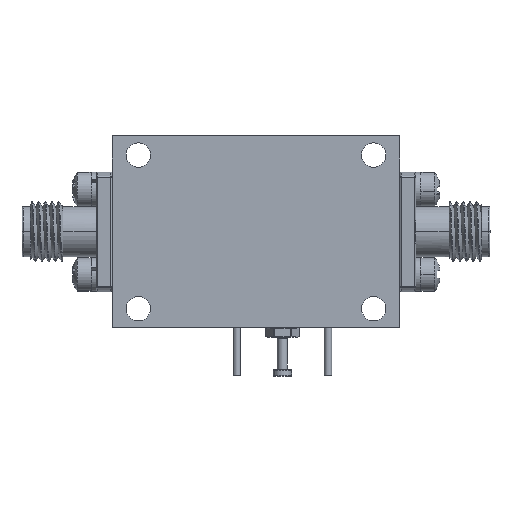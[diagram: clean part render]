
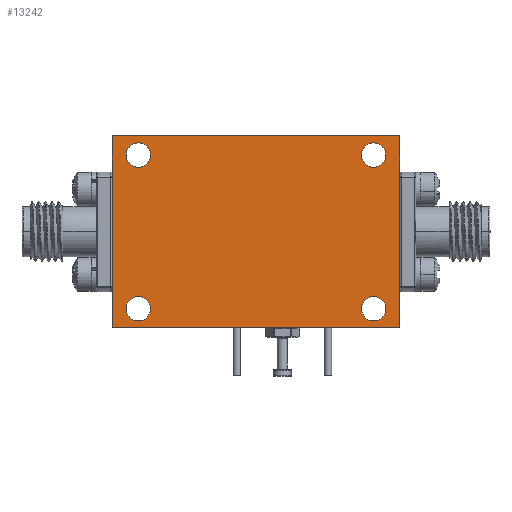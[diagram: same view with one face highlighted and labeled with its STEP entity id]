
A CAD part, front view. The second image highlights one B-rep face of the part: STEP entity #13242.
In plain terms, the highlighted planar face has unit normal (0, -1, 0).
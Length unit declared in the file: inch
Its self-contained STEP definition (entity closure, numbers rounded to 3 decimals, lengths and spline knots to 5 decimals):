
#1015 = FACE_BOUND ( 'NONE', #15878, .T. ) ;
#1057 = EDGE_CURVE ( 'NONE', #26341, #43729, #48305, .T. ) ;
#1207 = VECTOR ( 'NONE', #19862, 39.37008 ) ;
#1993 = CARTESIAN_POINT ( 'NONE',  ( -0.49, 0., 0.37075 ) ) ;
#2015 = CARTESIAN_POINT ( 'NONE',  ( 0.49, 0., -0.37075 ) ) ;
#2385 = VERTEX_POINT ( 'NONE', #28206 ) ;
#2701 = CIRCLE ( 'NONE', #33946, 0.05075 ) ;
#3239 = ORIENTED_EDGE ( 'NONE', *, *, #32085, .T. ) ;
#3663 = EDGE_CURVE ( 'NONE', #33623, #42943, #27335, .T. ) ;
#3795 = CARTESIAN_POINT ( 'NONE',  ( -0.49, 0., -0.32 ) ) ;
#3866 = VECTOR ( 'NONE', #28666, 39.37008 ) ;
#4411 = AXIS2_PLACEMENT_3D ( 'NONE', #25426, #36685, #18082 ) ;
#4824 = DIRECTION ( 'NONE',  ( 0., 0., 1. ) ) ;
#5400 = AXIS2_PLACEMENT_3D ( 'NONE', #31536, #16104, #13406 ) ;
#5632 = CARTESIAN_POINT ( 'NONE',  ( 0.49, 0., -0.26925 ) ) ;
#5686 = AXIS2_PLACEMENT_3D ( 'NONE', #43051, #20029, #9521 ) ;
#6360 = AXIS2_PLACEMENT_3D ( 'NONE', #46356, #35520, #39196 ) ;
#6640 = CARTESIAN_POINT ( 'NONE',  ( 0.6, 0., 0.4 ) ) ;
#7221 = ORIENTED_EDGE ( 'NONE', *, *, #46549, .F. ) ;
#7232 = CARTESIAN_POINT ( 'NONE',  ( 0.49, 0., 0.37075 ) ) ;
#7665 = EDGE_CURVE ( 'NONE', #40323, #2385, #23556, .T. ) ;
#7794 = VECTOR ( 'NONE', #8237, 39.37008 ) ;
#7861 = PLANE ( 'NONE',  #40471 ) ;
#8111 = CARTESIAN_POINT ( 'NONE',  ( 0., 0., 0. ) ) ;
#8187 = EDGE_LOOP ( 'NONE', ( #43589, #23930, #37880, #7221 ) ) ;
#8237 = DIRECTION ( 'NONE',  ( 1., 0., 0. ) ) ;
#9521 = DIRECTION ( 'NONE',  ( 0., 0., 1. ) ) ;
#10547 = CARTESIAN_POINT ( 'NONE',  ( 0.6, 0., -0.4 ) ) ;
#11508 = FACE_BOUND ( 'NONE', #42444, .T. ) ;
#11626 = CARTESIAN_POINT ( 'NONE',  ( -0.6, 0., 0.4 ) ) ;
#12003 = EDGE_CURVE ( 'NONE', #33492, #12254, #14305, .T. ) ;
#12254 = VERTEX_POINT ( 'NONE', #10547 ) ;
#13213 = CARTESIAN_POINT ( 'NONE',  ( -0.49, 0., -0.37075 ) ) ;
#13242 = ADVANCED_FACE ( 'NONE', ( #15203, #11508, #34522, #1015, #22283 ), #7861, .F. ) ;
#13406 = DIRECTION ( 'NONE',  ( 0., 0., 1. ) ) ;
#14305 = LINE ( 'NONE', #29006, #37251 ) ;
#15203 = FACE_BOUND ( 'NONE', #42782, .T. ) ;
#15610 = VERTEX_POINT ( 'NONE', #2015 ) ;
#15878 = EDGE_LOOP ( 'NONE', ( #32945, #28913 ) ) ;
#16104 = DIRECTION ( 'NONE',  ( 0., 1., 0. ) ) ;
#16489 = ORIENTED_EDGE ( 'NONE', *, *, #3663, .T. ) ;
#17088 = CARTESIAN_POINT ( 'NONE',  ( -0.49, 0., -0.26925 ) ) ;
#17220 = AXIS2_PLACEMENT_3D ( 'NONE', #44448, #36354, #32916 ) ;
#18082 = DIRECTION ( 'NONE',  ( 0., 0., 1. ) ) ;
#18824 = CIRCLE ( 'NONE', #6360, 0.05075 ) ;
#19323 = AXIS2_PLACEMENT_3D ( 'NONE', #3795, #47937, #48418 ) ;
#19846 = ORIENTED_EDGE ( 'NONE', *, *, #1057, .T. ) ;
#19862 = DIRECTION ( 'NONE',  ( 0., 0., 1. ) ) ;
#20029 = DIRECTION ( 'NONE',  ( 0., 1., 0. ) ) ;
#22283 = FACE_OUTER_BOUND ( 'NONE', #8187, .T. ) ;
#22423 = VERTEX_POINT ( 'NONE', #5632 ) ;
#23346 = DIRECTION ( 'NONE',  ( 0., 0., 1. ) ) ;
#23552 = ORIENTED_EDGE ( 'NONE', *, *, #35041, .T. ) ;
#23556 = LINE ( 'NONE', #42149, #1207 ) ;
#23930 = ORIENTED_EDGE ( 'NONE', *, *, #26875, .F. ) ;
#24645 = CARTESIAN_POINT ( 'NONE',  ( 0.49, 0., 0.32 ) ) ;
#25426 = CARTESIAN_POINT ( 'NONE',  ( 0.49, 0., -0.32 ) ) ;
#26230 = DIRECTION ( 'NONE',  ( 0., 0., 1. ) ) ;
#26341 = VERTEX_POINT ( 'NONE', #17088 ) ;
#26804 = VERTEX_POINT ( 'NONE', #42398 ) ;
#26875 = EDGE_CURVE ( 'NONE', #12254, #40323, #36249, .T. ) ;
#27185 = AXIS2_PLACEMENT_3D ( 'NONE', #42689, #27303, #23346 ) ;
#27303 = DIRECTION ( 'NONE',  ( 0., 1., 0. ) ) ;
#27335 = CIRCLE ( 'NONE', #5400, 0.05075 ) ;
#27424 = CIRCLE ( 'NONE', #17220, 0.05075 ) ;
#27930 = CIRCLE ( 'NONE', #4411, 0.05075 ) ;
#28206 = CARTESIAN_POINT ( 'NONE',  ( -0.6, 0., 0.4 ) ) ;
#28666 = DIRECTION ( 'NONE',  ( -1., 0., 0. ) ) ;
#28913 = ORIENTED_EDGE ( 'NONE', *, *, #34775, .T. ) ;
#29006 = CARTESIAN_POINT ( 'NONE',  ( 0.6, 0., -0.4 ) ) ;
#29803 = EDGE_LOOP ( 'NONE', ( #19846, #23552 ) ) ;
#29893 = DIRECTION ( 'NONE',  ( 0., 1., 0. ) ) ;
#30564 = CARTESIAN_POINT ( 'NONE',  ( -0.49, 0., 0.26925 ) ) ;
#30949 = EDGE_CURVE ( 'NONE', #42943, #33623, #34597, .T. ) ;
#31282 = DIRECTION ( 'NONE',  ( 0., 1., 0. ) ) ;
#31536 = CARTESIAN_POINT ( 'NONE',  ( -0.49, 0., 0.32 ) ) ;
#32085 = EDGE_CURVE ( 'NONE', #32130, #26804, #2701, .T. ) ;
#32130 = VERTEX_POINT ( 'NONE', #7232 ) ;
#32916 = DIRECTION ( 'NONE',  ( 0., 0., 1. ) ) ;
#32945 = ORIENTED_EDGE ( 'NONE', *, *, #38446, .T. ) ;
#33492 = VERTEX_POINT ( 'NONE', #6640 ) ;
#33623 = VERTEX_POINT ( 'NONE', #1993 ) ;
#33946 = AXIS2_PLACEMENT_3D ( 'NONE', #24645, #31282, #4824 ) ;
#34522 = FACE_BOUND ( 'NONE', #29803, .T. ) ;
#34597 = CIRCLE ( 'NONE', #5686, 0.05075 ) ;
#34775 = EDGE_CURVE ( 'NONE', #15610, #22423, #27930, .T. ) ;
#35041 = EDGE_CURVE ( 'NONE', #43729, #26341, #40458, .T. ) ;
#35520 = DIRECTION ( 'NONE',  ( 0., 1., 0. ) ) ;
#35870 = ORIENTED_EDGE ( 'NONE', *, *, #30949, .T. ) ;
#36249 = LINE ( 'NONE', #40162, #3866 ) ;
#36354 = DIRECTION ( 'NONE',  ( 0., 1., 0. ) ) ;
#36685 = DIRECTION ( 'NONE',  ( 0., 1., 0. ) ) ;
#36819 = DIRECTION ( 'NONE',  ( 0., 0., -1. ) ) ;
#37251 = VECTOR ( 'NONE', #36819, 39.37008 ) ;
#37880 = ORIENTED_EDGE ( 'NONE', *, *, #12003, .F. ) ;
#38079 = EDGE_CURVE ( 'NONE', #26804, #32130, #27424, .T. ) ;
#38391 = ORIENTED_EDGE ( 'NONE', *, *, #38079, .T. ) ;
#38446 = EDGE_CURVE ( 'NONE', #22423, #15610, #18824, .T. ) ;
#39196 = DIRECTION ( 'NONE',  ( 0., 0., 1. ) ) ;
#40162 = CARTESIAN_POINT ( 'NONE',  ( -0.6, 0., -0.4 ) ) ;
#40323 = VERTEX_POINT ( 'NONE', #47902 ) ;
#40458 = CIRCLE ( 'NONE', #19323, 0.05075 ) ;
#40471 = AXIS2_PLACEMENT_3D ( 'NONE', #8111, #29893, #26230 ) ;
#42149 = CARTESIAN_POINT ( 'NONE',  ( -0.6, 0., -0.4 ) ) ;
#42398 = CARTESIAN_POINT ( 'NONE',  ( 0.49, 0., 0.26925 ) ) ;
#42444 = EDGE_LOOP ( 'NONE', ( #16489, #35870 ) ) ;
#42485 = LINE ( 'NONE', #11626, #7794 ) ;
#42689 = CARTESIAN_POINT ( 'NONE',  ( -0.49, 0., -0.32 ) ) ;
#42782 = EDGE_LOOP ( 'NONE', ( #3239, #38391 ) ) ;
#42943 = VERTEX_POINT ( 'NONE', #30564 ) ;
#43051 = CARTESIAN_POINT ( 'NONE',  ( -0.49, 0., 0.32 ) ) ;
#43589 = ORIENTED_EDGE ( 'NONE', *, *, #7665, .F. ) ;
#43729 = VERTEX_POINT ( 'NONE', #13213 ) ;
#44448 = CARTESIAN_POINT ( 'NONE',  ( 0.49, 0., 0.32 ) ) ;
#46356 = CARTESIAN_POINT ( 'NONE',  ( 0.49, 0., -0.32 ) ) ;
#46549 = EDGE_CURVE ( 'NONE', #2385, #33492, #42485, .T. ) ;
#47902 = CARTESIAN_POINT ( 'NONE',  ( -0.6, 0., -0.4 ) ) ;
#47937 = DIRECTION ( 'NONE',  ( 0., 1., 0. ) ) ;
#48305 = CIRCLE ( 'NONE', #27185, 0.05075 ) ;
#48418 = DIRECTION ( 'NONE',  ( 0., 0., 1. ) ) ;
